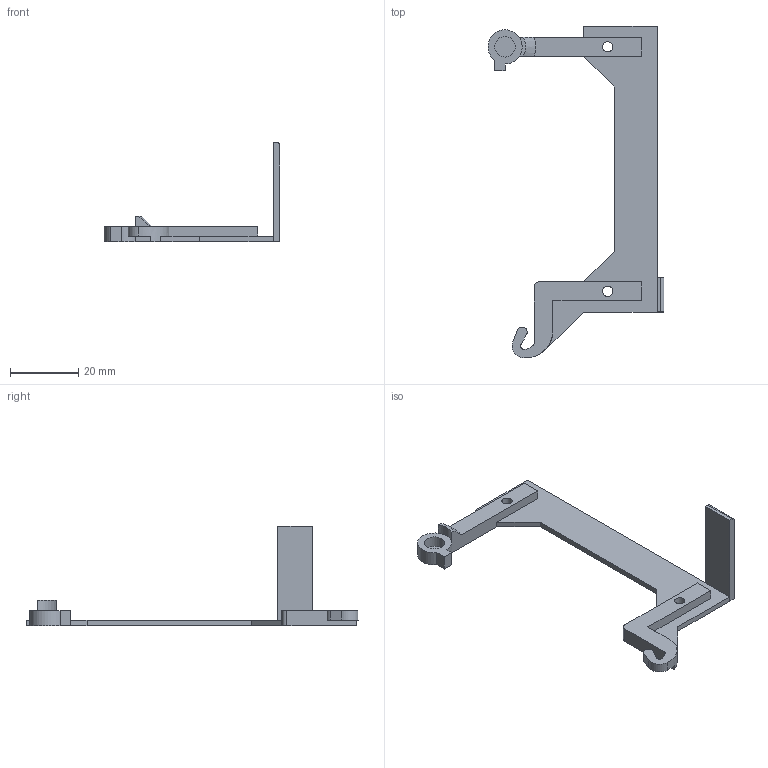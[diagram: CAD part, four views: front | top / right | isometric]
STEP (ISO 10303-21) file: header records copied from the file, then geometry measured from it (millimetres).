
FILE_DESCRIPTION(('FreeCAD Model'),'2;1');
FILE_NAME('Open CASCADE Shape Model','2025-12-01T23:30:16',(''),(''), 'Open CASCADE STEP processor 7.8','FreeCAD','Unknown');
FILE_SCHEMA(('AUTOMOTIVE_DESIGN { 1 0 10303 214 1 1 1 1 }'));
Length unit declared in the file: millimetre
Products named in the file (1): Mount_Left
Bounding box: 51.49 x 97.14 x 29 mm (x, y, z)
Volume: 4712.7 mm3; surface area: 5528.6 mm2
Topology: 1 solids, 1 shells, 54 faces, 144 edges, 95 vertices
Faces by surface type: plane 36, cylinder 17, cone 1
Full cylindrical faces by diameter (mm): 3 x2, 6 x3
Entity records: 1713 total; most frequent: CARTESIAN_POINT 294, DIRECTION 293, ORIENTED_EDGE 288, EDGE_CURVE 144, LINE 105, VECTOR 105, VERTEX_POINT 95, AXIS2_PLACEMENT_3D 94
